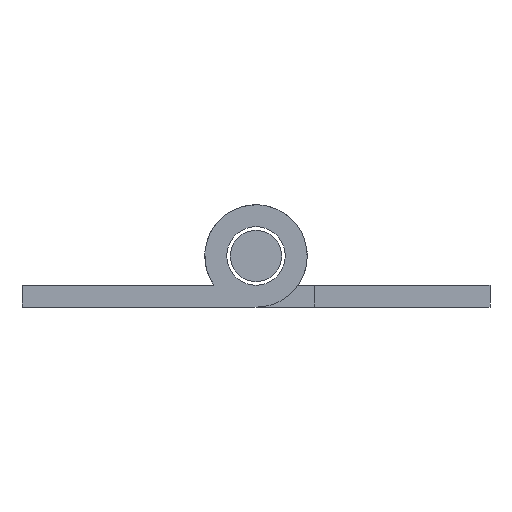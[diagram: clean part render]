
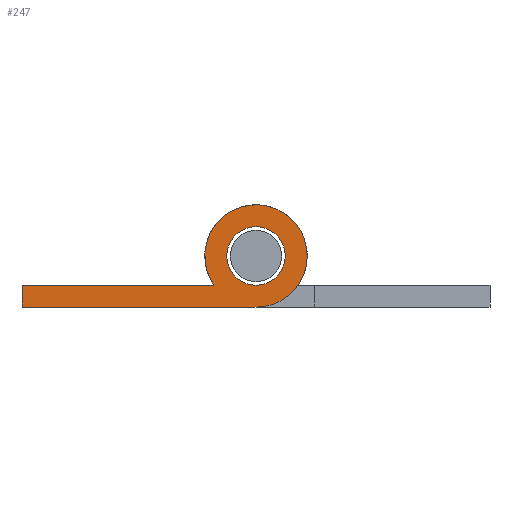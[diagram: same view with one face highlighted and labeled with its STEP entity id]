
A CAD part, front view. The second image highlights one B-rep face of the part: STEP entity #247.
In plain terms, the highlighted planar face has unit normal (0, -1, 0).
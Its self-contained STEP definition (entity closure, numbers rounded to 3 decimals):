
#169 = VERTEX_POINT ( 'NONE', #1055 ) ;
#214 = VERTEX_POINT ( 'NONE', #1116 ) ;
#222 = VERTEX_POINT ( 'NONE', #1163 ) ;
#223 = ORIENTED_EDGE ( 'NONE', *, *, #241, .F. ) ;
#224 = VERTEX_POINT ( 'NONE', #1162 ) ;
#229 = VERTEX_POINT ( 'NONE', #1156 ) ;
#236 = VERTEX_POINT ( 'NONE', #1139 ) ;
#238 = EDGE_LOOP ( 'NONE', ( #281, #275 ) ) ;
#239 = ORIENTED_EDGE ( 'NONE', *, *, #240, .F. ) ;
#240 = EDGE_CURVE ( 'NONE', #236, #222, #1134, .T. ) ;
#241 = EDGE_CURVE ( 'NONE', #222, #229, #1193, .T. ) ;
#243 = EDGE_LOOP ( 'NONE', ( #244, #223, #239, #279 ) ) ;
#244 = ORIENTED_EDGE ( 'NONE', *, *, #245, .F. ) ;
#245 = EDGE_CURVE ( 'NONE', #229, #224, #1189, .T. ) ;
#247 = ADVANCED_FACE ( 'NONE', ( #1185, #1184 ), #1183, .F. ) ;
#257 = EDGE_CURVE ( 'NONE', #214, #169, #1221, .T. ) ;
#275 = ORIENTED_EDGE ( 'NONE', *, *, #693, .T. ) ;
#276 = EDGE_CURVE ( 'NONE', #224, #236, #1258, .T. ) ;
#279 = ORIENTED_EDGE ( 'NONE', *, *, #276, .F. ) ;
#281 = ORIENTED_EDGE ( 'NONE', *, *, #257, .T. ) ;
#693 = EDGE_CURVE ( 'NONE', #169, #214, #1878, .T. ) ;
#1055 = CARTESIAN_POINT ( 'NONE',  ( 0., -125., 2. ) ) ;
#1116 = CARTESIAN_POINT ( 'NONE',  ( 0., -125., -2. ) ) ;
#1134 = CIRCLE ( 'NONE', #1197, 3.5 ) ;
#1139 = CARTESIAN_POINT ( 'NONE',  ( -2.872, -125., -2. ) ) ;
#1156 = CARTESIAN_POINT ( 'NONE',  ( -16., -125., -3.5 ) ) ;
#1162 = CARTESIAN_POINT ( 'NONE',  ( -16., -125., -2. ) ) ;
#1163 = CARTESIAN_POINT ( 'NONE',  ( 0., -125., -3.5 ) ) ;
#1179 = DIRECTION ( 'NONE',  ( 0., 0., 1. ) ) ;
#1180 = DIRECTION ( 'NONE',  ( 0., 1., 0. ) ) ;
#1181 = CARTESIAN_POINT ( 'NONE',  ( 0., -125., 0. ) ) ;
#1182 = AXIS2_PLACEMENT_3D ( 'NONE', #1181, #1180, #1179 ) ;
#1183 = PLANE ( 'NONE',  #1182 ) ;
#1184 = FACE_BOUND ( 'NONE', #238, .T. ) ;
#1185 = FACE_OUTER_BOUND ( 'NONE', #243, .T. ) ;
#1186 = DIRECTION ( 'NONE',  ( 0., 0., 1. ) ) ;
#1187 = VECTOR ( 'NONE', #1186, 1000. ) ;
#1188 = CARTESIAN_POINT ( 'NONE',  ( -16., -125., -2. ) ) ;
#1189 = LINE ( 'NONE', #1188, #1187 ) ;
#1190 = DIRECTION ( 'NONE',  ( -1., 0., 0. ) ) ;
#1191 = VECTOR ( 'NONE', #1190, 1000. ) ;
#1192 = CARTESIAN_POINT ( 'NONE',  ( -16., -125., -3.5 ) ) ;
#1193 = LINE ( 'NONE', #1192, #1191 ) ;
#1194 = DIRECTION ( 'NONE',  ( 0., 0., 1. ) ) ;
#1195 = DIRECTION ( 'NONE',  ( 0., 1., 0. ) ) ;
#1196 = CARTESIAN_POINT ( 'NONE',  ( 0., -125., 0. ) ) ;
#1197 = AXIS2_PLACEMENT_3D ( 'NONE', #1196, #1195, #1194 ) ;
#1218 = DIRECTION ( 'NONE',  ( 0., 0., 1. ) ) ;
#1219 = DIRECTION ( 'NONE',  ( 0., 1., 0. ) ) ;
#1220 = AXIS2_PLACEMENT_3D ( 'NONE', #1226, #1219, #1218 ) ;
#1221 = CIRCLE ( 'NONE', #1220, 2. ) ;
#1226 = CARTESIAN_POINT ( 'NONE',  ( 0., -125., 0. ) ) ;
#1255 = DIRECTION ( 'NONE',  ( 1., 0., 0. ) ) ;
#1256 = VECTOR ( 'NONE', #1255, 1000. ) ;
#1257 = CARTESIAN_POINT ( 'NONE',  ( -2.872, -125., -2. ) ) ;
#1258 = LINE ( 'NONE', #1257, #1256 ) ;
#1874 = DIRECTION ( 'NONE',  ( 0., 0., 1. ) ) ;
#1875 = DIRECTION ( 'NONE',  ( 0., 1., 0. ) ) ;
#1876 = CARTESIAN_POINT ( 'NONE',  ( 0., -125., 0. ) ) ;
#1877 = AXIS2_PLACEMENT_3D ( 'NONE', #1876, #1875, #1874 ) ;
#1878 = CIRCLE ( 'NONE', #1877, 2. ) ;
